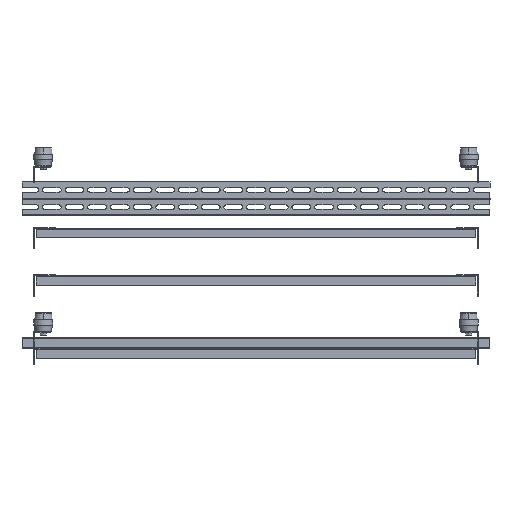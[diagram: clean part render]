
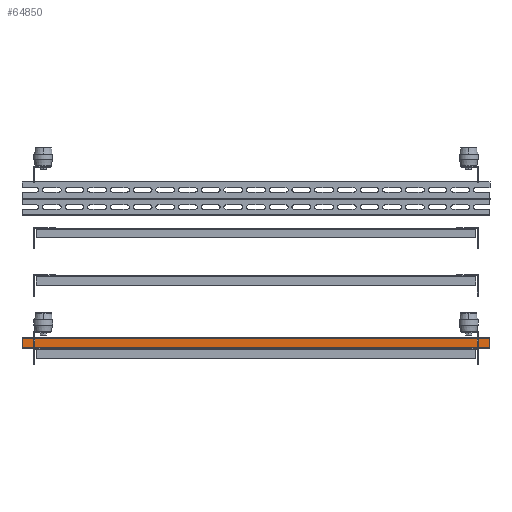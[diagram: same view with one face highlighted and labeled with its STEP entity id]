
A CAD part, front view. The second image highlights one B-rep face of the part: STEP entity #64850.
In plain terms, the highlighted planar face has unit normal (0, -1, 0).
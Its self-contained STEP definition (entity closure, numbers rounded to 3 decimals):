
#4493 = DIRECTION ( 'NONE',  ( 1., 0., 0. ) ) ;
#5599 = VECTOR ( 'NONE', #36199, 1000. ) ;
#7389 = DIRECTION ( 'NONE',  ( 0., 0., 1. ) ) ;
#8093 = EDGE_CURVE ( 'NONE', #72075, #22243, #59428, .T. ) ;
#10365 = CARTESIAN_POINT ( 'NONE',  ( -384.888, 145.945, 889.667 ) ) ;
#14150 = CARTESIAN_POINT ( 'NONE',  ( -384.888, 145.945, 909.667 ) ) ;
#14673 = EDGE_CURVE ( 'NONE', #34055, #38380, #54907, .T. ) ;
#20631 = ORIENTED_EDGE ( 'NONE', *, *, #52161, .T. ) ;
#22243 = VERTEX_POINT ( 'NONE', #14150 ) ;
#26909 = CARTESIAN_POINT ( 'NONE',  ( -384.888, 145.945, 909.667 ) ) ;
#32331 = DIRECTION ( 'NONE',  ( -1., 0., 0. ) ) ;
#33807 = ORIENTED_EDGE ( 'NONE', *, *, #8093, .T. ) ;
#34055 = VERTEX_POINT ( 'NONE', #59432 ) ;
#36199 = DIRECTION ( 'NONE',  ( 0., 0., 1. ) ) ;
#38380 = VERTEX_POINT ( 'NONE', #42596 ) ;
#41101 = FACE_OUTER_BOUND ( 'NONE', #44913, .T. ) ;
#41221 = ORIENTED_EDGE ( 'NONE', *, *, #43154, .F. ) ;
#42187 = CARTESIAN_POINT ( 'NONE',  ( 605.112, 145.945, 889.667 ) ) ;
#42596 = CARTESIAN_POINT ( 'NONE',  ( 605.112, 145.945, 889.667 ) ) ;
#43154 = EDGE_CURVE ( 'NONE', #34055, #22243, #67381, .T. ) ;
#43780 = PLANE ( 'NONE',  #50873 ) ;
#43999 = VECTOR ( 'NONE', #4493, 1000. ) ;
#44203 = LINE ( 'NONE', #42187, #73291 ) ;
#44913 = EDGE_LOOP ( 'NONE', ( #20631, #33807, #41221, #48441 ) ) ;
#47647 = VECTOR ( 'NONE', #50016, 1000. ) ;
#48441 = ORIENTED_EDGE ( 'NONE', *, *, #14673, .T. ) ;
#50016 = DIRECTION ( 'NONE',  ( -1., 0., 0. ) ) ;
#50873 = AXIS2_PLACEMENT_3D ( 'NONE', #61285, #67135, #32331 ) ;
#52161 = EDGE_CURVE ( 'NONE', #38380, #72075, #44203, .T. ) ;
#54907 = LINE ( 'NONE', #10365, #43999 ) ;
#59428 = LINE ( 'NONE', #26909, #47647 ) ;
#59432 = CARTESIAN_POINT ( 'NONE',  ( -384.888, 145.945, 889.667 ) ) ;
#61285 = CARTESIAN_POINT ( 'NONE',  ( -384.888, 145.945, 889.667 ) ) ;
#64850 = ADVANCED_FACE ( 'NONE', ( #41101 ), #43780, .F. ) ;
#65194 = CARTESIAN_POINT ( 'NONE',  ( -384.888, 145.945, 889.667 ) ) ;
#67135 = DIRECTION ( 'NONE',  ( 0., 1., 0. ) ) ;
#67381 = LINE ( 'NONE', #65194, #5599 ) ;
#69689 = CARTESIAN_POINT ( 'NONE',  ( 605.112, 145.945, 909.667 ) ) ;
#72075 = VERTEX_POINT ( 'NONE', #69689 ) ;
#73291 = VECTOR ( 'NONE', #7389, 1000. ) ;
